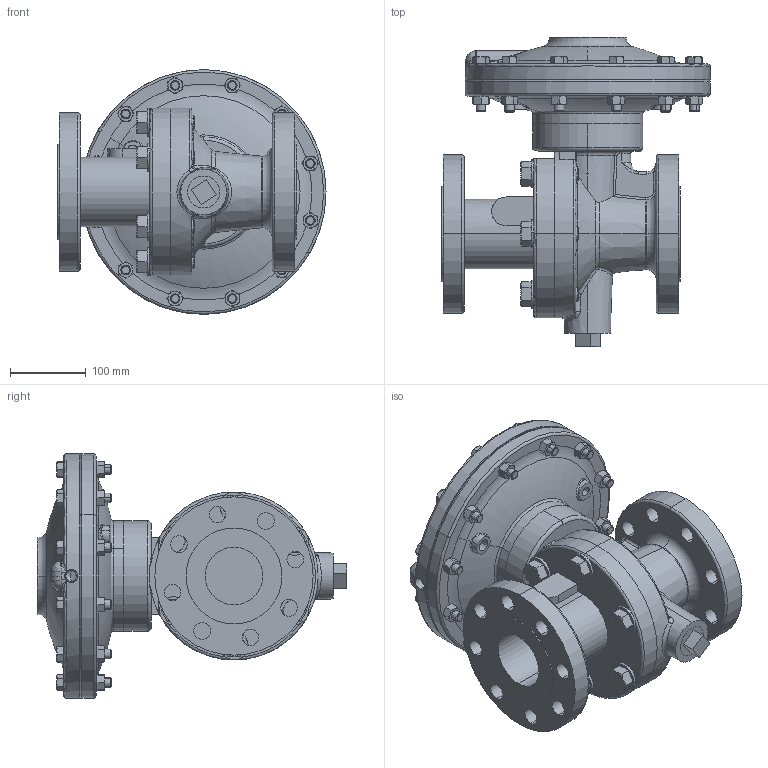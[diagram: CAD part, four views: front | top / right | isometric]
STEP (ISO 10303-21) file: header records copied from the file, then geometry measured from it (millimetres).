
FILE_DESCRIPTION (( 'STEP AP203' ), '1' );
FILE_NAME ('56-300-CS+S6-I3.step', '2017-10-04T15:20:12', ( '' ), ( '' ), 'SwSTEP 2.0', 'SolidWorks 2014', '' );
FILE_SCHEMA (( 'CONFIG_CONTROL_DESIGN' ));
Length unit declared in the file: inch
Products named in the file (1): 56-300-CS+S6-I3
Bounding box: 354.84 x 409.21 x 323.85 mm (x, y, z)
Volume: 9789464.3 mm3; surface area: 780098.4 mm2
Topology: 1 solids, 1 shells, 890 faces, 2172 edges, 1324 vertices
Faces by surface type: cone 314, plane 310, cylinder 144, torus 79, bspline 39, sphere 4
Entity records: 32753 total; most frequent: CARTESIAN_POINT 12880, ORIENTED_EDGE 4332, DIRECTION 3893, EDGE_CURVE 2166, AXIS2_PLACEMENT_3D 1659, VERTEX_POINT 1324, EDGE_LOOP 968, ADVANCED_FACE 890
